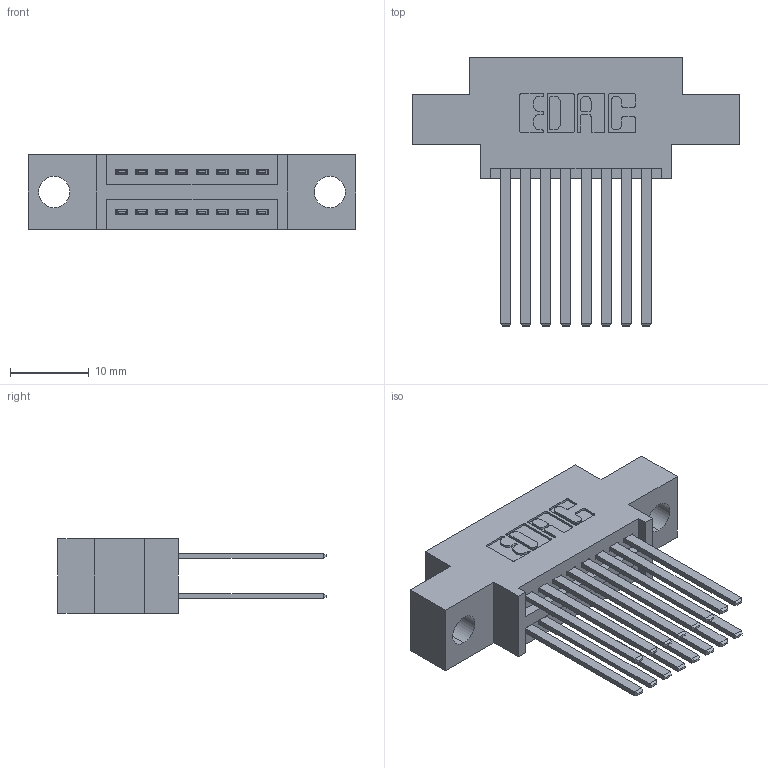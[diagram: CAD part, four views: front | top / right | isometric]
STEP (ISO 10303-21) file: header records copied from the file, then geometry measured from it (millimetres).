
FILE_DESCRIPTION (( 'STEP AP203' ), '1' );
FILE_NAME ('345-016-544-804.STEP', '2018-08-19T00:44:21', ( '' ), ( '' ), 'SwSTEP 2.0', 'SolidWorks 2016', '' );
FILE_SCHEMA (( 'CONFIG_CONTROL_DESIGN' ));
Length unit declared in the file: inch
Products named in the file (3): 345 Part_0.170 Offset - 0.156 Dia-TH; 345-292-001_345-293-144; 345-016-544-804
Assembly tree (17 placements, depth 2):
  345-016-544-804
    345 Part_0.170 Offset - 0.156 Dia-TH
    345-292-001_345-293-144  x16
Bounding box: 41.53 x 33.96 x 9.4 mm (x, y, z)
Volume: 3741.6 mm3; surface area: 5488.3 mm2
Topology: 17 solids, 17 shells, 834 faces, 2449 edges, 1610 vertices
Faces by surface type: plane 548, cylinder 286
Entity records: 10805 total; most frequent: CARTESIAN_POINT 1844, ORIENTED_EDGE 1778, DIRECTION 1665, EDGE_CURVE 889, VECTOR 729, LINE 729, VERTEX_POINT 590, AXIS2_PLACEMENT_3D 468
